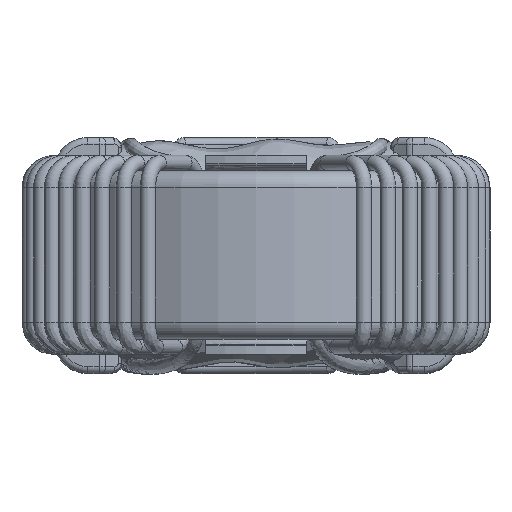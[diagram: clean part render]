
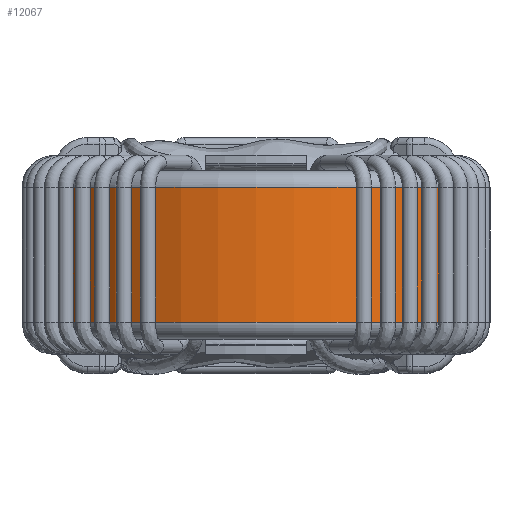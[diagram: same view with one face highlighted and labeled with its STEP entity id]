
A CAD part, top view. The second image highlights one B-rep face of the part: STEP entity #12067.
In plain terms, the highlighted cylindrical face has radius 6.5 mm (diameter 13 mm), a full revolution.
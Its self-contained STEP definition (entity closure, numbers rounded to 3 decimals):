
#1468=ORIENTED_EDGE('',*,*,#3392,.T.);
#1469=ORIENTED_EDGE('',*,*,#3393,.T.);
#3392=EDGE_CURVE('',#4428,#4428,#5199,.F.);
#3393=EDGE_CURVE('',#4429,#4429,#5200,.T.);
#4428=VERTEX_POINT('',#23647);
#4429=VERTEX_POINT('',#23649);
#5199=CIRCLE('',#12856,6.5);
#5200=CIRCLE('',#12857,6.5);
#5917=EDGE_LOOP('',(#1468));
#5918=EDGE_LOOP('',(#1469));
#6889=FACE_BOUND('',#5917,.T.);
#6890=FACE_BOUND('',#5918,.T.);
#7637=CYLINDRICAL_SURFACE('',#12855,6.5);
#12067=ADVANCED_FACE('',(#6889,#6890),#7637,.T.);
#12855=AXIS2_PLACEMENT_3D('',#23645,#14212,#14213);
#12856=AXIS2_PLACEMENT_3D('',#23646,#14214,#14215);
#12857=AXIS2_PLACEMENT_3D('',#23648,#14216,#14217);
#14212=DIRECTION('',(0.,1.,0.));
#14213=DIRECTION('',(0.,0.,1.));
#14214=DIRECTION('',(0.,1.,0.));
#14215=DIRECTION('',(0.,0.,1.));
#14216=DIRECTION('',(0.,1.,0.));
#14217=DIRECTION('',(0.,0.,1.));
#23645=CARTESIAN_POINT('',(0.,-2.5,9.52));
#23646=CARTESIAN_POINT('',(0.,2.,9.52));
#23647=CARTESIAN_POINT('',(0.,2.,16.02));
#23648=CARTESIAN_POINT('',(0.,-2.,9.52));
#23649=CARTESIAN_POINT('',(0.,-2.,16.02));
